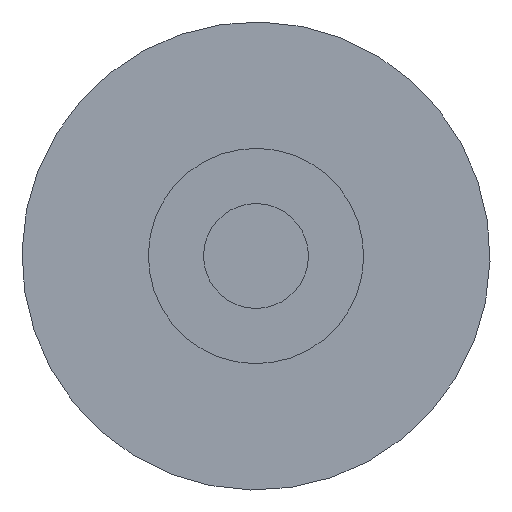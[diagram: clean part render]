
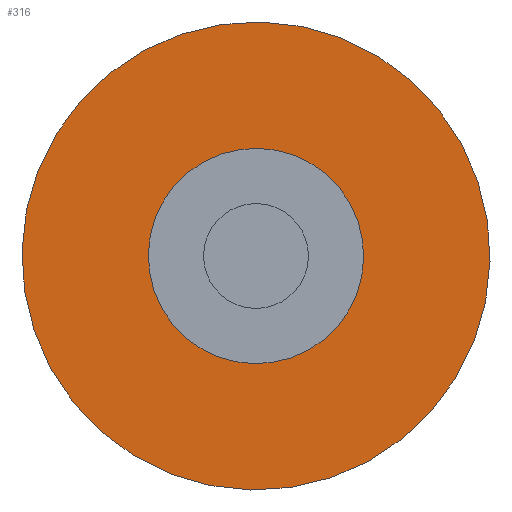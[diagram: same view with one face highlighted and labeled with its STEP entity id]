
A CAD part, front view. The second image highlights one B-rep face of the part: STEP entity #316.
In plain terms, the highlighted planar face has unit normal (0, -1, 0).
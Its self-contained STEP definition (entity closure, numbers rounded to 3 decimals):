
#119=CARTESIAN_POINT('Vertex',(3.596,0.,-6.582)) ;
#122=CARTESIAN_POINT('Axis2P3D Location',(0.,0.,0.)) ;
#126=CARTESIAN_POINT('Vertex',(-3.596,0.,6.582)) ;
#148=CARTESIAN_POINT('Axis2P3D Location',(0.,0.,0.)) ;
#174=CARTESIAN_POINT('Vertex',(1.654,0.,-3.028)) ;
#190=CARTESIAN_POINT('Vertex',(-1.654,0.,3.028)) ;
#193=CARTESIAN_POINT('Axis2P3D Location',(0.,0.,0.)) ;
#210=CARTESIAN_POINT('Axis2P3D Location',(0.,0.,0.)) ;
#303=CARTESIAN_POINT('Axis2P3D Location',(0.,0.,7.5)) ;
#123=DIRECTION('Axis2P3D Direction',(0.,-1.,0.)) ;
#149=DIRECTION('Axis2P3D Direction',(0.,-1.,0.)) ;
#194=DIRECTION('Axis2P3D Direction',(0.,-1.,0.)) ;
#211=DIRECTION('Axis2P3D Direction',(0.,-1.,0.)) ;
#304=DIRECTION('Axis2P3D Direction',(0.,-1.,0.)) ;
#305=DIRECTION('Axis2P3D XDirection',(1.,0.,0.)) ;
#124=AXIS2_PLACEMENT_3D('Circle Axis2P3D',#122,#123,$) ;
#150=AXIS2_PLACEMENT_3D('Circle Axis2P3D',#148,#149,$) ;
#195=AXIS2_PLACEMENT_3D('Circle Axis2P3D',#193,#194,$) ;
#212=AXIS2_PLACEMENT_3D('Circle Axis2P3D',#210,#211,$) ;
#306=AXIS2_PLACEMENT_3D('Plane Axis2P3D',#303,#304,#305) ;
#309=ORIENTED_EDGE('',*,*,#152,.T.) ;
#310=ORIENTED_EDGE('',*,*,#128,.T.) ;
#313=ORIENTED_EDGE('',*,*,#197,.F.) ;
#314=ORIENTED_EDGE('',*,*,#214,.F.) ;
#315=FACE_BOUND('',#312,.T.) ;
#316=ADVANCED_FACE('Corps principal',(#311,#315),#307,.T.) ;
#125=CIRCLE('generated circle',#124,7.5) ;
#151=CIRCLE('generated circle',#150,7.5) ;
#196=CIRCLE('generated circle',#195,3.45) ;
#213=CIRCLE('generated circle',#212,3.45) ;
#128=EDGE_CURVE('',#127,#120,#125,.T.) ;
#152=EDGE_CURVE('',#120,#127,#151,.T.) ;
#197=EDGE_CURVE('',#191,#175,#196,.T.) ;
#214=EDGE_CURVE('',#175,#191,#213,.T.) ;
#308=EDGE_LOOP('',(#309,#310)) ;
#312=EDGE_LOOP('',(#313,#314)) ;
#311=FACE_OUTER_BOUND('',#308,.T.) ;
#307=PLANE('',#306) ;
#120=VERTEX_POINT('',#119) ;
#127=VERTEX_POINT('',#126) ;
#175=VERTEX_POINT('',#174) ;
#191=VERTEX_POINT('',#190) ;
